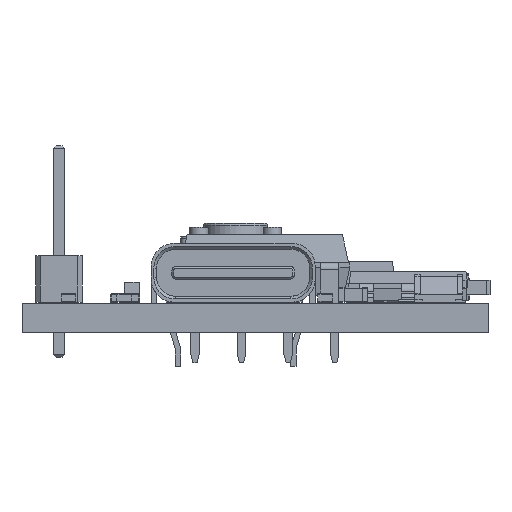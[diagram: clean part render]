
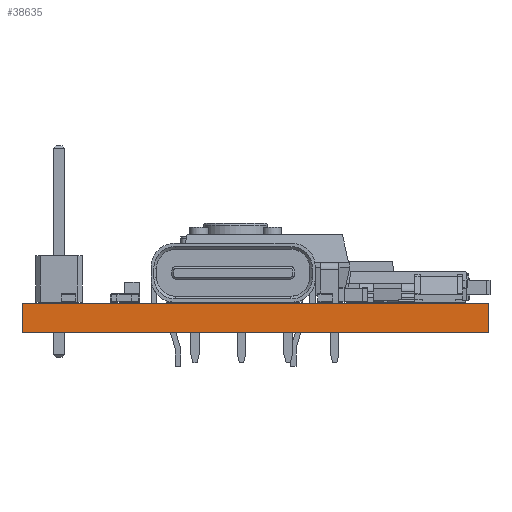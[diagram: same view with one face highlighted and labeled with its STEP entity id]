
A CAD part, left-side view. The second image highlights one B-rep face of the part: STEP entity #38635.
In plain terms, the highlighted planar face has unit normal (-1, 0, 0).
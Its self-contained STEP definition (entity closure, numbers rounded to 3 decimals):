
#38579 = VERTEX_POINT('',#38580);
#38580 = CARTESIAN_POINT('',(84.937,-63.525,1.6));
#38586 = EDGE_CURVE('',#38587,#38579,#38589,.T.);
#38587 = VERTEX_POINT('',#38588);
#38588 = CARTESIAN_POINT('',(84.937,-63.525,0.));
#38589 = LINE('',#38590,#38591);
#38590 = CARTESIAN_POINT('',(84.937,-63.525,0.));
#38591 = VECTOR('',#38592,1.);
#38592 = DIRECTION('',(0.,0.,1.));
#38635 = ADVANCED_FACE('',(#38636),#38661,.T.);
#38636 = FACE_BOUND('',#38637,.T.);
#38637 = EDGE_LOOP('',(#38638,#38639,#38647,#38655));
#38638 = ORIENTED_EDGE('',*,*,#38586,.T.);
#38639 = ORIENTED_EDGE('',*,*,#38640,.T.);
#38640 = EDGE_CURVE('',#38579,#38641,#38643,.T.);
#38641 = VERTEX_POINT('',#38642);
#38642 = CARTESIAN_POINT('',(84.937,-38.073,1.6));
#38643 = LINE('',#38644,#38645);
#38644 = CARTESIAN_POINT('',(84.937,-63.525,1.6));
#38645 = VECTOR('',#38646,1.);
#38646 = DIRECTION('',(0.,1.,0.));
#38647 = ORIENTED_EDGE('',*,*,#38648,.F.);
#38648 = EDGE_CURVE('',#38649,#38641,#38651,.T.);
#38649 = VERTEX_POINT('',#38650);
#38650 = CARTESIAN_POINT('',(84.937,-38.073,0.));
#38651 = LINE('',#38652,#38653);
#38652 = CARTESIAN_POINT('',(84.937,-38.073,0.));
#38653 = VECTOR('',#38654,1.);
#38654 = DIRECTION('',(0.,0.,1.));
#38655 = ORIENTED_EDGE('',*,*,#38656,.F.);
#38656 = EDGE_CURVE('',#38587,#38649,#38657,.T.);
#38657 = LINE('',#38658,#38659);
#38658 = CARTESIAN_POINT('',(84.937,-63.525,0.));
#38659 = VECTOR('',#38660,1.);
#38660 = DIRECTION('',(0.,1.,0.));
#38661 = PLANE('',#38662);
#38662 = AXIS2_PLACEMENT_3D('',#38663,#38664,#38665);
#38663 = CARTESIAN_POINT('',(84.937,-63.525,0.));
#38664 = DIRECTION('',(-1.,0.,0.));
#38665 = DIRECTION('',(0.,1.,0.));
